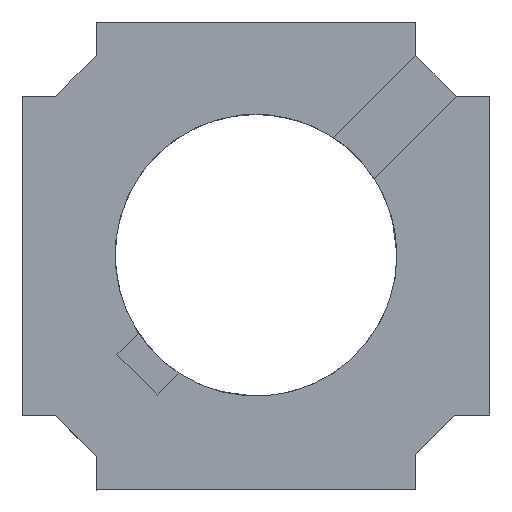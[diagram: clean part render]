
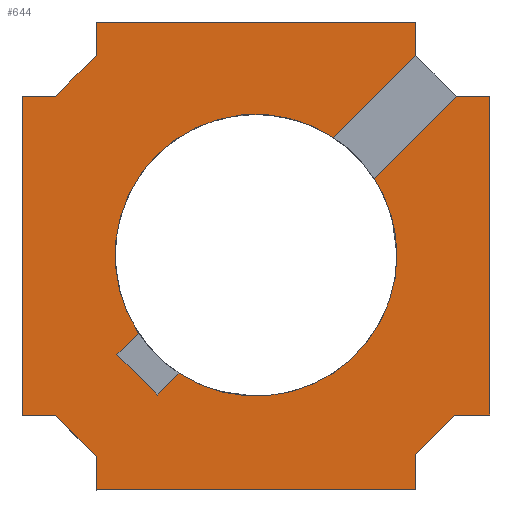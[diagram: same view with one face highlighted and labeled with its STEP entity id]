
A CAD part, top view. The second image highlights one B-rep face of the part: STEP entity #644.
In plain terms, the highlighted planar face has unit normal (0, 0, 1).
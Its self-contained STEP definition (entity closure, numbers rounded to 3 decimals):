
#51=PLANE('',#709);
#86=FACE_OUTER_BOUND('',#117,.T.);
#117=EDGE_LOOP('',(#566,#567,#568,#569,#570,#571,#572,#573,#574,#575,#576,
#577,#578,#579,#580,#581,#582,#583,#584,#585,#586,#587,#588,#589,#590,#591));
#121=LINE('',#934,#193);
#124=LINE('',#951,#196);
#125=LINE('',#954,#197);
#134=LINE('',#975,#206);
#135=LINE('',#977,#207);
#137=LINE('',#982,#209);
#143=LINE('',#994,#215);
#148=LINE('',#1003,#220);
#151=LINE('',#1009,#223);
#152=LINE('',#1011,#224);
#156=LINE('',#1021,#228);
#160=LINE('',#1028,#232);
#163=LINE('',#1034,#235);
#165=LINE('',#1039,#237);
#168=LINE('',#1045,#240);
#171=LINE('',#1051,#243);
#174=LINE('',#1057,#246);
#178=LINE('',#1066,#250);
#182=LINE('',#1073,#254);
#185=LINE('',#1079,#257);
#187=LINE('',#1082,#259);
#189=LINE('',#1085,#261);
#191=LINE('',#1088,#263);
#193=VECTOR('',#732,10.);
#196=VECTOR('',#749,10.);
#197=VECTOR('',#752,10.);
#206=VECTOR('',#771,10.);
#207=VECTOR('',#774,10.);
#209=VECTOR('',#778,10.);
#215=VECTOR('',#788,10.);
#220=VECTOR('',#795,10.);
#223=VECTOR('',#802,10.);
#224=VECTOR('',#805,10.);
#228=VECTOR('',#813,10.);
#232=VECTOR('',#819,10.);
#235=VECTOR('',#824,10.);
#237=VECTOR('',#828,10.);
#240=VECTOR('',#833,10.);
#243=VECTOR('',#838,10.);
#246=VECTOR('',#843,10.);
#250=VECTOR('',#849,10.);
#254=VECTOR('',#855,10.);
#257=VECTOR('',#860,10.);
#259=VECTOR('',#864,10.);
#261=VECTOR('',#868,10.);
#263=VECTOR('',#872,10.);
#264=CIRCLE('',#667,15.);
#266=CIRCLE('',#669,15.);
#268=CIRCLE('',#671,15.);
#280=VERTEX_POINT('',#883);
#282=VERTEX_POINT('',#893);
#284=VERTEX_POINT('',#898);
#287=VERTEX_POINT('',#911);
#288=VERTEX_POINT('',#920);
#290=VERTEX_POINT('',#933);
#297=VERTEX_POINT('',#949);
#298=VERTEX_POINT('',#953);
#305=VERTEX_POINT('',#973);
#306=VERTEX_POINT('',#979);
#307=VERTEX_POINT('',#981);
#310=VERTEX_POINT('',#991);
#311=VERTEX_POINT('',#993);
#314=VERTEX_POINT('',#1001);
#318=VERTEX_POINT('',#1018);
#319=VERTEX_POINT('',#1020);
#321=VERTEX_POINT('',#1026);
#323=VERTEX_POINT('',#1032);
#325=VERTEX_POINT('',#1038);
#327=VERTEX_POINT('',#1044);
#329=VERTEX_POINT('',#1050);
#331=VERTEX_POINT('',#1056);
#334=VERTEX_POINT('',#1063);
#335=VERTEX_POINT('',#1065);
#337=VERTEX_POINT('',#1071);
#339=VERTEX_POINT('',#1077);
#341=EDGE_CURVE('',#282,#280,#264,.T.);
#344=EDGE_CURVE('',#284,#282,#266,.T.);
#348=EDGE_CURVE('',#288,#287,#268,.T.);
#351=EDGE_CURVE('',#290,#284,#121,.T.);
#360=EDGE_CURVE('',#287,#297,#124,.T.);
#361=EDGE_CURVE('',#298,#288,#125,.T.);
#372=EDGE_CURVE('',#280,#305,#134,.T.);
#373=EDGE_CURVE('',#305,#298,#135,.T.);
#375=EDGE_CURVE('',#307,#306,#137,.T.);
#381=EDGE_CURVE('',#311,#310,#143,.T.);
#386=EDGE_CURVE('',#310,#314,#148,.T.);
#389=EDGE_CURVE('',#314,#290,#151,.T.);
#390=EDGE_CURVE('',#297,#307,#152,.T.);
#394=EDGE_CURVE('',#318,#319,#156,.T.);
#398=EDGE_CURVE('',#321,#318,#160,.T.);
#401=EDGE_CURVE('',#323,#321,#163,.T.);
#403=EDGE_CURVE('',#325,#311,#165,.T.);
#406=EDGE_CURVE('',#327,#325,#168,.T.);
#409=EDGE_CURVE('',#329,#327,#171,.T.);
#412=EDGE_CURVE('',#331,#329,#174,.T.);
#416=EDGE_CURVE('',#335,#334,#178,.T.);
#420=EDGE_CURVE('',#334,#337,#182,.T.);
#423=EDGE_CURVE('',#337,#339,#185,.T.);
#425=EDGE_CURVE('',#339,#319,#187,.T.);
#427=EDGE_CURVE('',#306,#335,#189,.T.);
#429=EDGE_CURVE('',#331,#323,#191,.T.);
#566=ORIENTED_EDGE('',*,*,#344,.T.);
#567=ORIENTED_EDGE('',*,*,#341,.T.);
#568=ORIENTED_EDGE('',*,*,#372,.T.);
#569=ORIENTED_EDGE('',*,*,#373,.T.);
#570=ORIENTED_EDGE('',*,*,#361,.T.);
#571=ORIENTED_EDGE('',*,*,#348,.T.);
#572=ORIENTED_EDGE('',*,*,#360,.T.);
#573=ORIENTED_EDGE('',*,*,#390,.T.);
#574=ORIENTED_EDGE('',*,*,#375,.T.);
#575=ORIENTED_EDGE('',*,*,#427,.T.);
#576=ORIENTED_EDGE('',*,*,#416,.T.);
#577=ORIENTED_EDGE('',*,*,#420,.T.);
#578=ORIENTED_EDGE('',*,*,#423,.T.);
#579=ORIENTED_EDGE('',*,*,#425,.T.);
#580=ORIENTED_EDGE('',*,*,#394,.F.);
#581=ORIENTED_EDGE('',*,*,#398,.F.);
#582=ORIENTED_EDGE('',*,*,#401,.F.);
#583=ORIENTED_EDGE('',*,*,#429,.F.);
#584=ORIENTED_EDGE('',*,*,#412,.T.);
#585=ORIENTED_EDGE('',*,*,#409,.T.);
#586=ORIENTED_EDGE('',*,*,#406,.T.);
#587=ORIENTED_EDGE('',*,*,#403,.T.);
#588=ORIENTED_EDGE('',*,*,#381,.T.);
#589=ORIENTED_EDGE('',*,*,#386,.T.);
#590=ORIENTED_EDGE('',*,*,#389,.T.);
#591=ORIENTED_EDGE('',*,*,#351,.T.);
#644=ADVANCED_FACE('',(#86),#51,.T.);
#667=AXIS2_PLACEMENT_3D('',#894,#717,#718);
#669=AXIS2_PLACEMENT_3D('',#899,#722,#723);
#671=AXIS2_PLACEMENT_3D('',#921,#726,#727);
#709=AXIS2_PLACEMENT_3D('',#1089,#873,#874);
#717=DIRECTION('center_axis',(0.,0.,-1.));
#718=DIRECTION('ref_axis',(-1.,0.,0.));
#722=DIRECTION('center_axis',(0.,0.,-1.));
#723=DIRECTION('ref_axis',(-1.,0.,0.));
#726=DIRECTION('center_axis',(0.,0.,-1.));
#727=DIRECTION('ref_axis',(-1.,0.,0.));
#732=DIRECTION('',(-0.707,-0.707,0.));
#749=DIRECTION('',(0.707,0.707,0.));
#752=DIRECTION('',(0.707,0.707,0.));
#771=DIRECTION('',(-0.707,-0.707,0.));
#774=DIRECTION('',(-0.707,0.707,0.));
#778=DIRECTION('',(0.,1.,0.));
#788=DIRECTION('',(0.,1.,0.));
#795=DIRECTION('',(-1.,0.,0.));
#802=DIRECTION('',(-0.707,0.707,0.));
#805=DIRECTION('',(-0.707,0.707,0.));
#813=DIRECTION('',(-1.,0.,0.));
#819=DIRECTION('',(-0.707,0.707,0.));
#824=DIRECTION('',(0.,1.,0.));
#828=DIRECTION('',(0.,1.,0.));
#833=DIRECTION('',(1.,0.,0.));
#838=DIRECTION('',(0.707,0.707,0.));
#843=DIRECTION('',(0.,1.,0.));
#849=DIRECTION('',(0.,-1.,0.));
#855=DIRECTION('',(-0.707,-0.707,0.));
#860=DIRECTION('',(-1.,0.,0.));
#864=DIRECTION('',(0.,-1.,0.));
#868=DIRECTION('',(-1.,0.,0.));
#872=DIRECTION('',(-1.,0.,0.));
#873=DIRECTION('center_axis',(0.,0.,1.));
#874=DIRECTION('ref_axis',(1.,0.,0.));
#883=CARTESIAN_POINT('',(-8.007,-15.751,8.));
#893=CARTESIAN_POINT('',(15.187,-3.187,8.));
#894=CARTESIAN_POINT('Origin',(0.187,-3.187,8.));
#898=CARTESIAN_POINT('',(12.751,5.007,8.));
#899=CARTESIAN_POINT('Origin',(0.187,-3.187,8.));
#911=CARTESIAN_POINT('',(8.476,9.315,8.));
#920=CARTESIAN_POINT('',(-12.315,-11.476,8.));
#921=CARTESIAN_POINT('Origin',(0.187,-3.187,8.));
#933=CARTESIAN_POINT('',(21.496,13.751,8.));
#934=CARTESIAN_POINT('',(21.496,13.751,8.));
#949=CARTESIAN_POINT('',(17.204,18.043,8.));
#951=CARTESIAN_POINT('',(17.204,18.043,8.));
#953=CARTESIAN_POINT('',(-14.616,-13.777,8.));
#954=CARTESIAN_POINT('',(17.204,18.043,8.));
#973=CARTESIAN_POINT('',(-10.324,-18.069,8.));
#975=CARTESIAN_POINT('',(21.496,13.751,8.));
#977=CARTESIAN_POINT('',(-12.467,-15.926,8.));
#979=CARTESIAN_POINT('',(17.187,21.635,8.));
#981=CARTESIAN_POINT('',(17.187,18.06,8.));
#982=CARTESIAN_POINT('',(17.187,18.06,8.));
#991=CARTESIAN_POINT('',(25.087,13.735,8.));
#993=CARTESIAN_POINT('',(25.087,-20.065,8.));
#994=CARTESIAN_POINT('',(25.087,-20.065,8.));
#1001=CARTESIAN_POINT('',(21.512,13.735,8.));
#1003=CARTESIAN_POINT('',(25.287,13.735,8.));
#1009=CARTESIAN_POINT('',(21.512,13.735,8.));
#1011=CARTESIAN_POINT('',(21.512,13.735,8.));
#1018=CARTESIAN_POINT('',(-21.138,-20.265,8.));
#1020=CARTESIAN_POINT('',(-24.713,-20.265,8.));
#1021=CARTESIAN_POINT('',(-21.138,-20.265,8.));
#1026=CARTESIAN_POINT('',(-16.813,-24.591,8.));
#1028=CARTESIAN_POINT('',(-16.813,-24.591,8.));
#1032=CARTESIAN_POINT('',(-16.813,-28.165,8.));
#1034=CARTESIAN_POINT('',(-16.813,-28.365,8.));
#1038=CARTESIAN_POINT('',(25.087,-20.265,8.));
#1039=CARTESIAN_POINT('',(25.087,-20.265,8.));
#1044=CARTESIAN_POINT('',(21.355,-20.265,8.));
#1045=CARTESIAN_POINT('',(21.355,-20.265,8.));
#1050=CARTESIAN_POINT('',(17.187,-24.434,8.));
#1051=CARTESIAN_POINT('',(17.187,-24.434,8.));
#1056=CARTESIAN_POINT('',(17.187,-28.165,8.));
#1057=CARTESIAN_POINT('',(17.187,-28.365,8.));
#1063=CARTESIAN_POINT('',(-16.813,18.06,8.));
#1065=CARTESIAN_POINT('',(-16.813,21.635,8.));
#1066=CARTESIAN_POINT('',(-16.813,21.835,8.));
#1071=CARTESIAN_POINT('',(-21.138,13.735,8.));
#1073=CARTESIAN_POINT('',(-16.813,18.06,8.));
#1077=CARTESIAN_POINT('',(-24.713,13.735,8.));
#1079=CARTESIAN_POINT('',(-21.138,13.735,8.));
#1082=CARTESIAN_POINT('',(-24.713,13.735,8.));
#1085=CARTESIAN_POINT('',(17.187,21.635,8.));
#1088=CARTESIAN_POINT('',(-16.613,-28.165,8.));
#1089=CARTESIAN_POINT('Origin',(0.194,-3.272,8.));
